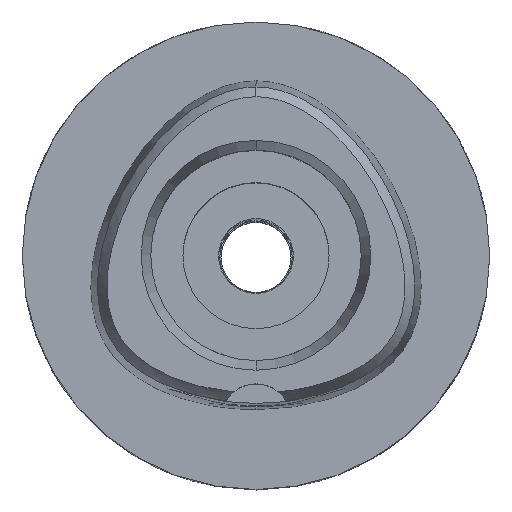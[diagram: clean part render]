
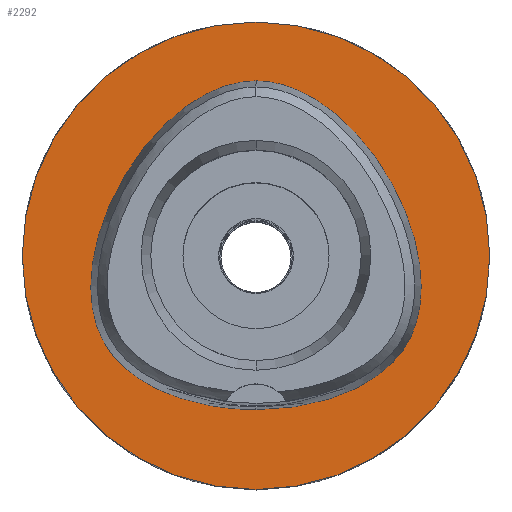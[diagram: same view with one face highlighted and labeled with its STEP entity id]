
A CAD part, top view. The second image highlights one B-rep face of the part: STEP entity #2292.
In plain terms, the highlighted planar face has unit normal (0, 0, 1).
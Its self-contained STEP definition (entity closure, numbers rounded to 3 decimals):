
#298=CARTESIAN_POINT('',(0.,0.,0.));
#299=DIRECTION('',(0.,0.,-1.));
#300=DIRECTION('',(0.,-1.,0.));
#301=AXIS2_PLACEMENT_3D('',#298,#299,#300);
#306=CARTESIAN_POINT('',(0.,0.,0.));
#307=DIRECTION('',(0.,0.,-1.));
#308=DIRECTION('',(0.,1.,0.));
#309=AXIS2_PLACEMENT_3D('',#306,#307,#308);
#314=CARTESIAN_POINT('',(0.,-13.163,
0.));
#315=CARTESIAN_POINT('',(0.62,-13.163,
0.));
#316=CARTESIAN_POINT('',(1.835,-13.113,
0.));
#317=CARTESIAN_POINT('',(3.599,-12.898,
0.));
#318=CARTESIAN_POINT('',(5.248,-12.557,0.));
#319=CARTESIAN_POINT('',(6.742,-12.115,0.));
#320=CARTESIAN_POINT('',(8.061,-11.596,0.));
#321=CARTESIAN_POINT('',(9.206,-11.023,0.));
#322=CARTESIAN_POINT('',(10.193,-10.41,0.));
#323=CARTESIAN_POINT('',(11.029,-9.772,0.));
#324=CARTESIAN_POINT('',(11.736,-9.113,0.));
#325=CARTESIAN_POINT('',(12.33,-8.435,0.));
#326=CARTESIAN_POINT('',(12.828,-7.729,0.));
#327=CARTESIAN_POINT('',(13.242,-6.979,0.));
#328=CARTESIAN_POINT('',(13.577,-6.176,0.));
#329=CARTESIAN_POINT('',(13.843,-5.295,0.));
#330=CARTESIAN_POINT('',(14.033,-4.323,0.));
#331=CARTESIAN_POINT('',(14.137,-3.236,0.));
#332=CARTESIAN_POINT('',(14.137,-2.035,0.));
#333=CARTESIAN_POINT('',(14.016,-0.71,0.));
#334=CARTESIAN_POINT('',(13.754,0.735,0.));
#335=CARTESIAN_POINT('',(13.333,2.284,0.));
#336=CARTESIAN_POINT('',(12.743,3.907,0.));
#337=CARTESIAN_POINT('',(11.987,5.551,0.));
#338=CARTESIAN_POINT('',(11.084,7.159,0.));
#339=CARTESIAN_POINT('',(10.063,8.673,0.));
#340=CARTESIAN_POINT('',(8.969,10.041,0.));
#341=CARTESIAN_POINT('',(7.84,11.235,0.));
#342=CARTESIAN_POINT('',(6.716,12.237,0.));
#343=CARTESIAN_POINT('',(5.619,13.054,0.));
#344=CARTESIAN_POINT('',(4.566,13.701,0.));
#345=CARTESIAN_POINT('',(3.562,14.194,0.));
#346=CARTESIAN_POINT('',(2.606,14.554,0.));
#347=CARTESIAN_POINT('',(1.696,14.796,0.));
#348=CARTESIAN_POINT('',(0.829,14.934,
0.));
#349=CARTESIAN_POINT('',(0.272,14.963,
0.));
#350=CARTESIAN_POINT('',(0.,14.963,
0.));
#355=CARTESIAN_POINT('',(0.,14.963,
0.));
#356=CARTESIAN_POINT('',(-0.271,14.963,
0.));
#357=CARTESIAN_POINT('',(-0.825,14.934,
0.));
#358=CARTESIAN_POINT('',(-1.689,14.798,
0.));
#359=CARTESIAN_POINT('',(-2.596,14.557,0.));
#360=CARTESIAN_POINT('',(-3.551,14.199,0.));
#361=CARTESIAN_POINT('',(-4.558,13.705,0.));
#362=CARTESIAN_POINT('',(-5.615,13.058,0.));
#363=CARTESIAN_POINT('',(-6.716,12.237,0.));
#364=CARTESIAN_POINT('',(-7.846,11.229,0.));
#365=CARTESIAN_POINT('',(-8.98,10.029,0.));
#366=CARTESIAN_POINT('',(-10.08,8.651,0.));
#367=CARTESIAN_POINT('',(-11.103,7.129,0.));
#368=CARTESIAN_POINT('',(-12.007,5.513,0.));
#369=CARTESIAN_POINT('',(-12.762,3.861,0.));
#370=CARTESIAN_POINT('',(-13.349,2.234,0.));
#371=CARTESIAN_POINT('',(-13.766,0.681,0.));
#372=CARTESIAN_POINT('',(-14.023,-0.764,0.));
#373=CARTESIAN_POINT('',(-14.139,-2.087,0.));
#374=CARTESIAN_POINT('',(-14.134,-3.286,0.));
#375=CARTESIAN_POINT('',(-14.027,-4.366,0.));
#376=CARTESIAN_POINT('',(-13.833,-5.338,0.));
#377=CARTESIAN_POINT('',(-13.563,-6.215,0.));
#378=CARTESIAN_POINT('',(-13.229,-7.002,0.));
#379=CARTESIAN_POINT('',(-12.831,-7.722,0.));
#380=CARTESIAN_POINT('',(-12.349,-8.41,0.));
#381=CARTESIAN_POINT('',(-11.761,-9.087,0.));
#382=CARTESIAN_POINT('',(-11.059,-9.747,0.));
#383=CARTESIAN_POINT('',(-10.225,-10.388,0.));
#384=CARTESIAN_POINT('',(-9.243,-11.003,0.));
#385=CARTESIAN_POINT('',(-8.097,-11.58,0.));
#386=CARTESIAN_POINT('',(-6.776,-12.103,0.));
#387=CARTESIAN_POINT('',(-5.278,-12.55,0.));
#388=CARTESIAN_POINT('',(-3.623,-12.894,
0.));
#389=CARTESIAN_POINT('',(-1.84,-13.113,
0.));
#390=CARTESIAN_POINT('',(-0.621,-13.163,
0.));
#391=CARTESIAN_POINT('',(0.,-13.163,
0.));
#1541=VERTEX_POINT('',#355);
#1542=VERTEX_POINT('',#391);
#1547=CARTESIAN_POINT('',(0.,-20.,0.));
#1548=CARTESIAN_POINT('',(0.,20.,0.));
#1549=VERTEX_POINT('',#1547);
#1550=VERTEX_POINT('',#1548);
#2276=CARTESIAN_POINT('',(0.,0.,0.));
#2277=DIRECTION('',(0.,0.,-1.));
#2278=DIRECTION('',(0.,-1.,0.));
#2279=AXIS2_PLACEMENT_3D('',#2276,#2277,#2278);
#2280=PLANE('',#2279);
#2282=ORIENTED_EDGE('',*,*,#2281,.T.);
#2284=ORIENTED_EDGE('',*,*,#2283,.T.);
#2285=EDGE_LOOP('',(#2282,#2284));
#2286=FACE_OUTER_BOUND('',#2285,.F.);
#2288=ORIENTED_EDGE('',*,*,#2287,.T.);
#2289=ORIENTED_EDGE('',*,*,#2259,.T.);
#2290=EDGE_LOOP('',(#2288,#2289));
#2291=FACE_BOUND('',#2290,.F.);
#302=CIRCLE('',#301,20.);
#310=CIRCLE('',#309,20.);
#351=B_SPLINE_CURVE_WITH_KNOTS('',3,(#314,#315,#316,#317,#318,#319,#320,#321,
#322,#323,#324,#325,#326,#327,#328,#329,#330,#331,#332,#333,#334,#335,#336,#337,
#338,#339,#340,#341,#342,#343,#344,#345,#346,#347,#348,#349,#350),.UNSPECIFIED.,
.F.,.F.,(4,1,1,1,1,1,1,1,1,1,1,1,1,1,1,1,1,1,1,1,1,1,1,1,1,1,1,1,1,1,1,1,1,1,4),
(0.,0.029,0.059,0.088,0.118,
0.147,0.176,0.206,0.235,
0.265,0.294,0.324,0.353,
0.382,0.412,0.441,0.471,0.5,
0.529,0.559,0.588,0.618,
0.647,0.676,0.706,0.735,
0.765,0.794,0.824,0.853,
0.882,0.912,0.941,0.971,1.),
.UNSPECIFIED.);
#392=B_SPLINE_CURVE_WITH_KNOTS('',3,(#355,#356,#357,#358,#359,#360,#361,#362,
#363,#364,#365,#366,#367,#368,#369,#370,#371,#372,#373,#374,#375,#376,#377,#378,
#379,#380,#381,#382,#383,#384,#385,#386,#387,#388,#389,#390,#391),.UNSPECIFIED.,
.F.,.F.,(4,1,1,1,1,1,1,1,1,1,1,1,1,1,1,1,1,1,1,1,1,1,1,1,1,1,1,1,1,1,1,1,1,1,4),
(0.,0.029,0.059,0.088,0.118,
0.147,0.176,0.206,0.235,
0.265,0.294,0.324,0.353,
0.382,0.412,0.441,0.471,0.5,
0.529,0.559,0.588,0.618,
0.647,0.676,0.706,0.735,
0.765,0.794,0.824,0.853,
0.882,0.912,0.941,0.971,1.),
.UNSPECIFIED.);
#2259=EDGE_CURVE('',#1541,#1542,#392,.T.);
#2281=EDGE_CURVE('',#1549,#1550,#302,.T.);
#2283=EDGE_CURVE('',#1550,#1549,#310,.T.);
#2287=EDGE_CURVE('',#1542,#1541,#351,.T.);
#2292=ADVANCED_FACE('',(#2286,#2291),#2280,.F.);
